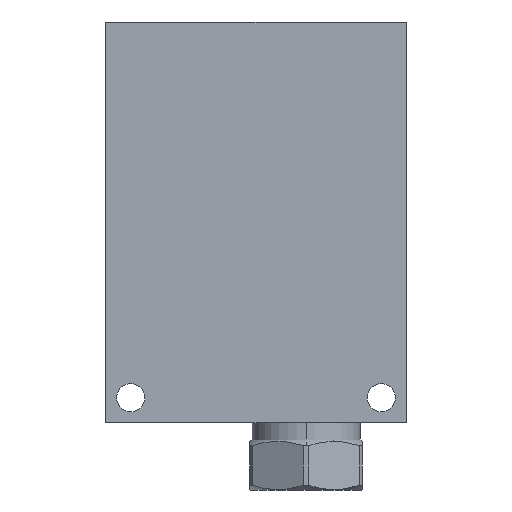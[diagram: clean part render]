
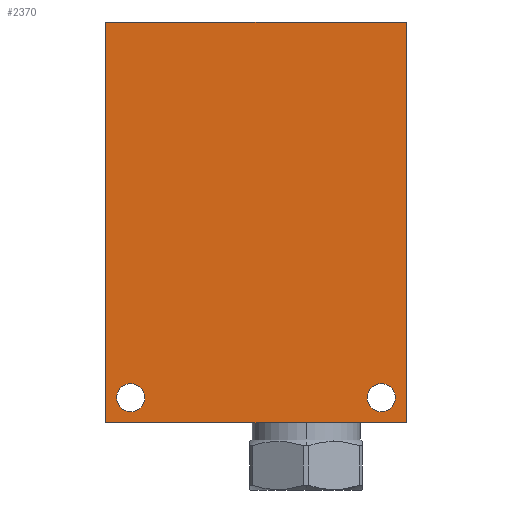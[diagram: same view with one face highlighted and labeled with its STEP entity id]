
A CAD part, left-side view. The second image highlights one B-rep face of the part: STEP entity #2370.
In plain terms, the highlighted planar face has unit normal (-1, 0, 0).
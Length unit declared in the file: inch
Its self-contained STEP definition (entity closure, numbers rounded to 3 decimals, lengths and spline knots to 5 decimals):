
#1=DIRECTION('',(0.,-1.,0.));
#2=VECTOR('',#1,3.);
#3=CARTESIAN_POINT('',(0.,0.,0.));
#4=LINE('',#3,#2);
#27=DIRECTION('',(0.,0.,1.));
#28=VECTOR('',#27,4.);
#29=CARTESIAN_POINT('',(0.,0.,0.));
#30=LINE('',#29,#28);
#31=CARTESIAN_POINT('',(0.,-0.25,0.25));
#32=DIRECTION('',(1.,0.,0.));
#33=DIRECTION('',(0.,0.,-1.));
#34=AXIS2_PLACEMENT_3D('',#31,#32,#33);
#36=CARTESIAN_POINT('',(0.,-0.25,0.25));
#37=DIRECTION('',(1.,0.,0.));
#38=DIRECTION('',(0.,0.,1.));
#39=AXIS2_PLACEMENT_3D('',#36,#37,#38);
#41=CARTESIAN_POINT('',(0.,-2.75,0.25));
#42=DIRECTION('',(1.,0.,0.));
#43=DIRECTION('',(0.,0.,-1.));
#44=AXIS2_PLACEMENT_3D('',#41,#42,#43);
#46=CARTESIAN_POINT('',(0.,-2.75,0.25));
#47=DIRECTION('',(1.,0.,0.));
#48=DIRECTION('',(0.,0.,1.));
#49=AXIS2_PLACEMENT_3D('',#46,#47,#48);
#99=DIRECTION('',(0.,0.,1.));
#100=VECTOR('',#99,4.);
#101=CARTESIAN_POINT('',(0.,-3.,0.));
#102=LINE('',#101,#100);
#1187=DIRECTION('',(0.,-1.,0.));
#1188=VECTOR('',#1187,3.);
#1189=CARTESIAN_POINT('',(0.,0.,4.));
#1190=LINE('',#1189,#1188);
#2064=CARTESIAN_POINT('',(0.,0.,0.));
#2065=CARTESIAN_POINT('',(0.,-3.,0.));
#2066=VERTEX_POINT('',#2064);
#2067=VERTEX_POINT('',#2065);
#2072=CARTESIAN_POINT('',(0.,0.,4.));
#2073=CARTESIAN_POINT('',(0.,-3.,4.));
#2074=VERTEX_POINT('',#2072);
#2075=VERTEX_POINT('',#2073);
#2172=CARTESIAN_POINT('',(0.,-0.25,0.1095));
#2173=CARTESIAN_POINT('',(0.,-0.25,0.3905));
#2174=VERTEX_POINT('',#2172);
#2175=VERTEX_POINT('',#2173);
#2180=CARTESIAN_POINT('',(0.,-2.75,0.1095));
#2181=CARTESIAN_POINT('',(0.,-2.75,0.3905));
#2182=VERTEX_POINT('',#2180);
#2183=VERTEX_POINT('',#2181);
#2344=CARTESIAN_POINT('',(0.,0.,0.));
#2345=DIRECTION('',(-1.,0.,0.));
#2346=DIRECTION('',(0.,-1.,0.));
#2347=AXIS2_PLACEMENT_3D('',#2344,#2345,#2346);
#2348=PLANE('',#2347);
#2349=ORIENTED_EDGE('',*,*,#2327,.F.);
#2351=ORIENTED_EDGE('',*,*,#2350,.T.);
#2353=ORIENTED_EDGE('',*,*,#2352,.T.);
#2355=ORIENTED_EDGE('',*,*,#2354,.F.);
#2356=EDGE_LOOP('',(#2349,#2351,#2353,#2355));
#2357=FACE_OUTER_BOUND('',#2356,.F.);
#2359=ORIENTED_EDGE('',*,*,#2358,.F.);
#2361=ORIENTED_EDGE('',*,*,#2360,.F.);
#2362=EDGE_LOOP('',(#2359,#2361));
#2363=FACE_BOUND('',#2362,.F.);
#2365=ORIENTED_EDGE('',*,*,#2364,.F.);
#2367=ORIENTED_EDGE('',*,*,#2366,.F.);
#2368=EDGE_LOOP('',(#2365,#2367));
#2369=FACE_BOUND('',#2368,.F.);
#2370=ADVANCED_FACE('',(#2357,#2363,#2369),#2348,.T.);
#35=CIRCLE('',#34,0.1405);
#40=CIRCLE('',#39,0.1405);
#45=CIRCLE('',#44,0.1405);
#50=CIRCLE('',#49,0.1405);
#2327=EDGE_CURVE('',#2066,#2067,#4,.T.);
#2350=EDGE_CURVE('',#2066,#2074,#30,.T.);
#2352=EDGE_CURVE('',#2074,#2075,#1190,.T.);
#2354=EDGE_CURVE('',#2067,#2075,#102,.T.);
#2358=EDGE_CURVE('',#2174,#2175,#35,.T.);
#2360=EDGE_CURVE('',#2175,#2174,#40,.T.);
#2364=EDGE_CURVE('',#2182,#2183,#45,.T.);
#2366=EDGE_CURVE('',#2183,#2182,#50,.T.);
